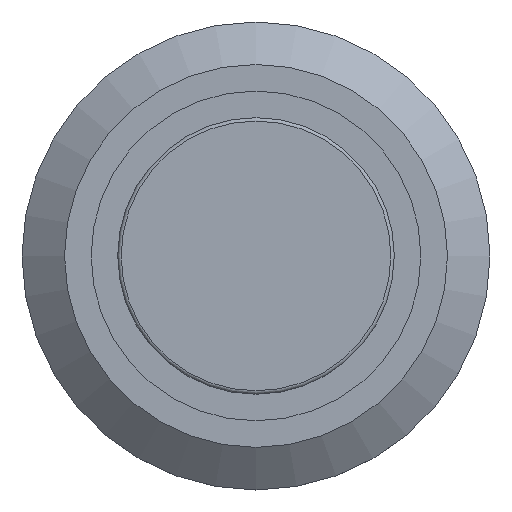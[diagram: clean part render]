
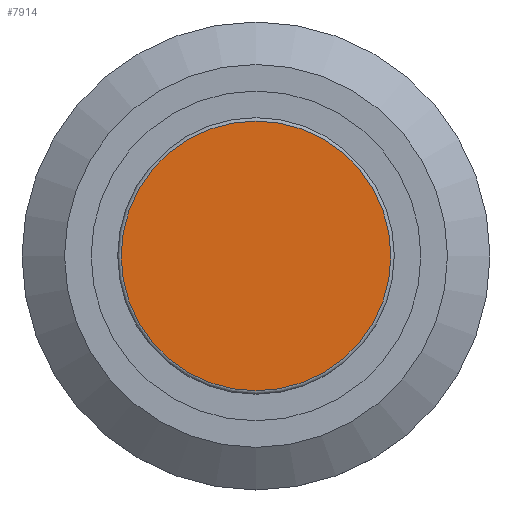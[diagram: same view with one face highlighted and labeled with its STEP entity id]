
A CAD part, top view. The second image highlights one B-rep face of the part: STEP entity #7914.
In plain terms, the highlighted planar face has unit normal (0, 0, 1).
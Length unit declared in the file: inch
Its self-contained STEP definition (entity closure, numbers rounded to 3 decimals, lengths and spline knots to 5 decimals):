
#7894=CARTESIAN_POINT('',(0.0,0.24961,0.07874));
#7895=VERTEX_POINT('',#7894);
#7896=CARTESIAN_POINT('',(0.0,0.0,0.07874));
#7897=DIRECTION('',(0.0,0.0,-1.0));
#7898=DIRECTION('',(0.0,-1.0,0.0));
#7899=AXIS2_PLACEMENT_3D('',#7896,#7897,#7898);
#7900=CIRCLE('',#7899,0.24961);
#7901=EDGE_CURVE('',#7895,#7895,#7900,.T.);
#7906=CARTESIAN_POINT('',(0.27457,0.27457,0.07874));
#7907=DIRECTION('',(0.0,0.0,-1.0));
#7908=DIRECTION('',(-1.0,0.0,0.0));
#7909=AXIS2_PLACEMENT_3D('',#7906,#7907,#7908);
#7910=PLANE('',#7909);
#7911=ORIENTED_EDGE('',*,*,#7901,.F.);
#7912=EDGE_LOOP('',(#7911));
#7913=FACE_OUTER_BOUND('',#7912,.T.);
#7914=ADVANCED_FACE('',(#7913),#7910,.F.);
